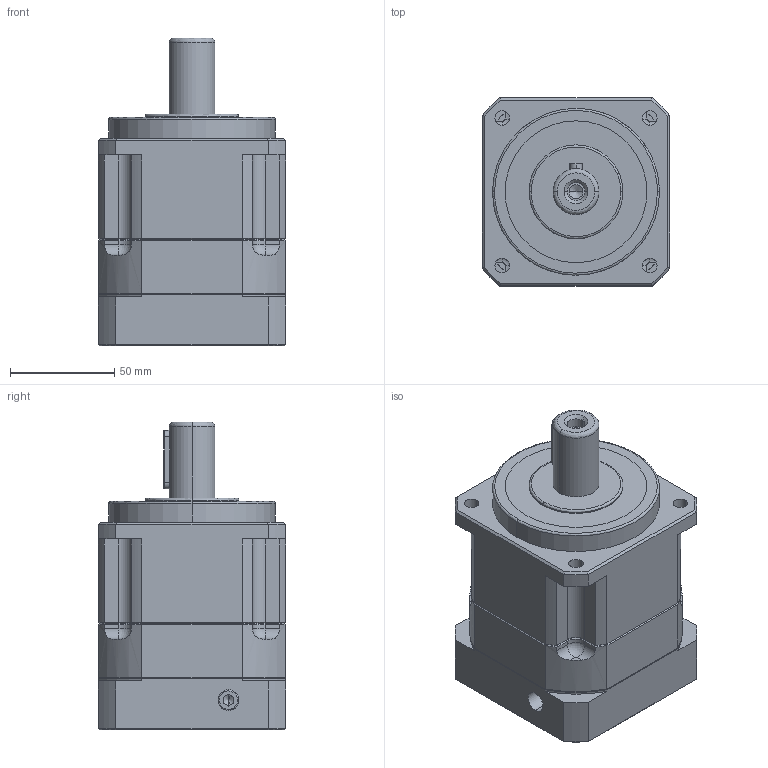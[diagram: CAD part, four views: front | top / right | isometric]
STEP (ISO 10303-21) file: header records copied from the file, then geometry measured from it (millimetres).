
FILE_DESCRIPTION (( 'STEP AP214' ), '1' );
FILE_NAME ('SB090-L1-14-50-70M4.STEP', '2024-01-06T07:28:22', ( 'admin' ), ( '' ), 'SwSTEP 2.0', 'SolidWorks 2013', '' );
FILE_SCHEMA (( 'AUTOMOTIVE_DESIGN' ));
Length unit declared in the file: millimetre
Products named in the file (7): 19_X2_8F6C_X0_14_X2_5957_X0_; _X2_87BA9489_X0_ GB_T 70.1 M6 x 25; SB090-50-70M4; _X2_87BA9489_X0_ GB_T 70.1 M6 x 20; SB090_X2_58F34F537AEF_X0_-19; SB090_X2_8F9351FA7AEF_X0_; SB090-L1-14-50-70M4
Assembly tree (10 placements, depth 2):
  SB090-L1-14-50-70M4
    SB090_X2_8F9351FA7AEF_X0_
    SB090_X2_58F34F537AEF_X0_-19
    _X2_87BA9489_X0_ GB_T 70.1 M6 x 20  x2
    SB090-50-70M4
    _X2_87BA9489_X0_ GB_T 70.1 M6 x 25  x4
    19_X2_8F6C_X0_14_X2_5957_X0_
Bounding box: 90 x 90 x 147.5 mm (x, y, z)
Volume: 754712.7 mm3; surface area: 108275 mm2
Topology: 10 solids, 10 shells, 484 faces, 1204 edges, 745 vertices
Faces by surface type: plane 171, cylinder 159, cone 105, bspline 45, torus 4
Entity records: 17975 total; most frequent: CARTESIAN_POINT 3886, DIRECTION 2007, ORIENTED_EDGE 1948, EDGE_CURVE 974, AXIS2_PLACEMENT_3D 791, VERTEX_POINT 613, EDGE_LOOP 457, LINE 425
